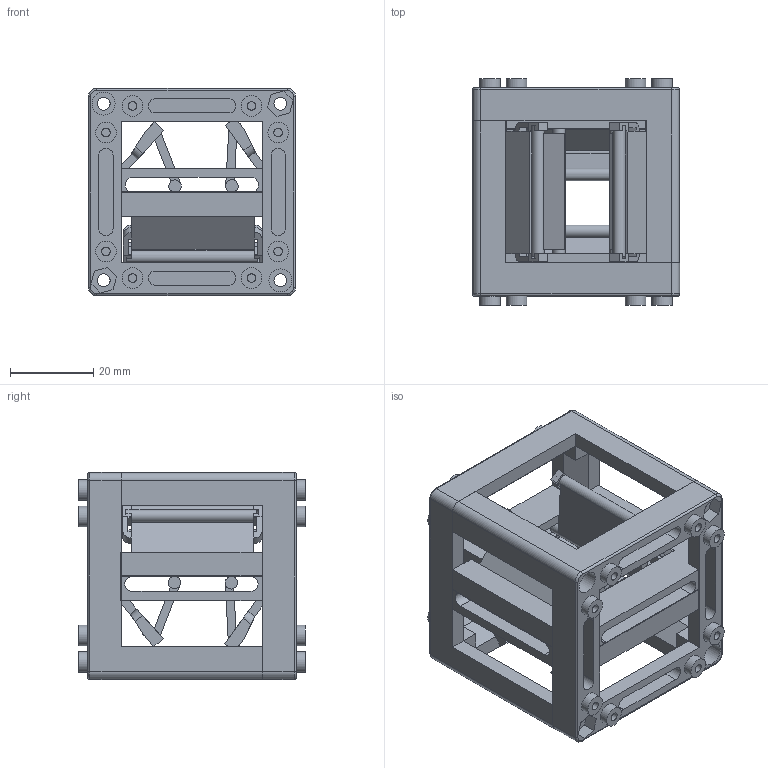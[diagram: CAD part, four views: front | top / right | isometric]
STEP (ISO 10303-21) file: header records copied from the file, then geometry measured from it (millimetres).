
FILE_DESCRIPTION(/* description */ (''),/* implementation_level */ '2;1');
FILE_NAME(/* name */ 'Assembly_Cube_Rect_Aperture_v3.iam.step',/* time_stamp */ '2022-11-29T09:10:14+01:00',/* author */ ('B'),/* organization */ (''),/* preprocessor_version */ 'ST-DEVELOPER v18.1',/* originating_system */ 'Autodesk Inventor 2022',/* authorisation */ '');
FILE_SCHEMA (('AUTOMOTIVE_DESIGN { 1 0 10303 214 3 1 1 }'));
Length unit declared in the file: millimetre
Products named in the file (7): Assembly_Cube_Rect_Aperture_v3; Assembly_Cube_empty_IM_v3; 10_Cube_1x1_IM; Assembly_Rect_Aperture_Insert_half; 20_Rect_Aperture_Insert_half_v3; 20_Rect_Aperture_door_hinge; 20_Rect_Aperture_door_slide
Assembly tree (10 placements, depth 3):
  Assembly_Cube_Rect_Aperture_v3
    Assembly_Cube_empty_IM_v3
      10_Cube_1x1_IM  x2
    Assembly_Rect_Aperture_Insert_half  x2
      20_Rect_Aperture_Insert_half_v3
      20_Rect_Aperture_door_hinge
      20_Rect_Aperture_door_slide
Bounding box: 49.83 x 54.5 x 49.8 mm (x, y, z)
Volume: 38818.3 mm3; surface area: 39935.1 mm2
Topology: 12 solids, 12 shells, 592 faces, 1492 edges, 980 vertices
Faces by surface type: plane 420, cylinder 164, torus 8
Full cylindrical faces by diameter (mm): 2.05 x16, 3 x12, 3.1 x8, 3.4 x4, 4.95 x16, 5.5 x4
Entity records: 7709 total; most frequent: DIRECTION 1317, CARTESIAN_POINT 1298, ORIENTED_EDGE 1246, EDGE_CURVE 623, LINE 459, VECTOR 459, AXIS2_PLACEMENT_3D 429, VERTEX_POINT 410
